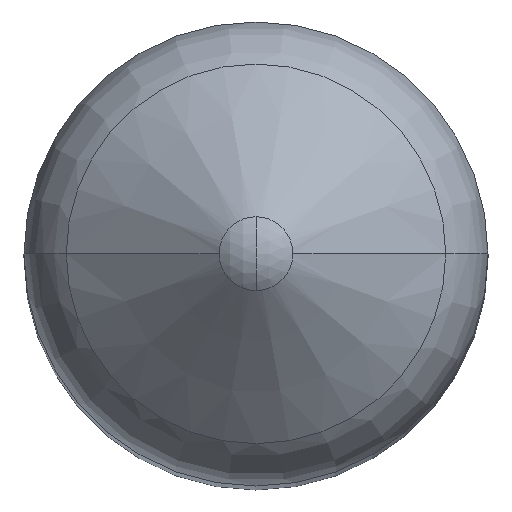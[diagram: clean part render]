
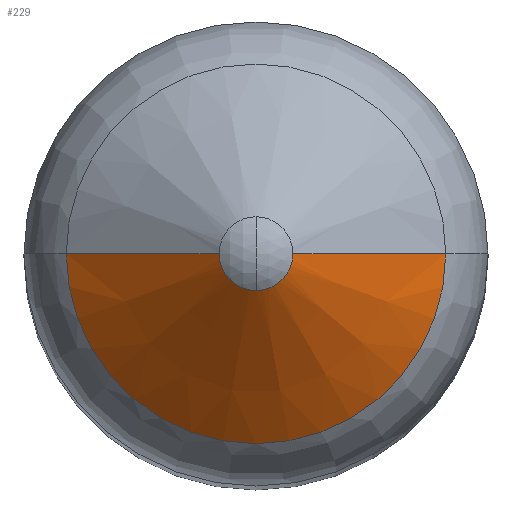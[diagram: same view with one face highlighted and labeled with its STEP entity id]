
A CAD part, top view. The second image highlights one B-rep face of the part: STEP entity #229.
In plain terms, the highlighted conical face has half-angle 50.514 degrees and reference radius 3.272 mm.
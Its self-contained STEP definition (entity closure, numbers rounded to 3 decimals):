
#54 = DIRECTION ( 'NONE',  ( 1., 0., 0. ) ) ;
#55 = DIRECTION ( 'NONE',  ( 0., 0., 1. ) ) ;
#56 = CARTESIAN_POINT ( 'NONE',  ( 0., 0., -0.228 ) ) ;
#57 = AXIS2_PLACEMENT_3D ( 'NONE', #56, #55, #54 ) ;
#58 = CIRCLE ( 'NONE', #57, 0.636 ) ;
#61 = EDGE_CURVE ( 'NONE', #203, #96, #58, .T. ) ;
#83 = VERTEX_POINT ( 'NONE', #191 ) ;
#88 = EDGE_CURVE ( 'NONE', #203, #83, #179, .T. ) ;
#90 = VERTEX_POINT ( 'NONE', #175 ) ;
#91 = VERTEX_POINT ( 'NONE', #174 ) ;
#94 = EDGE_CURVE ( 'NONE', #90, #91, #167, .T. ) ;
#96 = VERTEX_POINT ( 'NONE', #164 ) ;
#164 = CARTESIAN_POINT ( 'NONE',  ( 0., -0.636, -0.228 ) ) ;
#165 = DIRECTION ( 'NONE',  ( 0.772, 0., -0.636 ) ) ;
#166 = VECTOR ( 'NONE', #165, 1000. ) ;
#167 = LINE ( 'NONE', #173, #166 ) ;
#173 = CARTESIAN_POINT ( 'NONE',  ( 3.272, 0., -2.4 ) ) ;
#174 = CARTESIAN_POINT ( 'NONE',  ( 3.272, 0., -2.4 ) ) ;
#175 = CARTESIAN_POINT ( 'NONE',  ( 0.636, 0., -0.228 ) ) ;
#176 = DIRECTION ( 'NONE',  ( -0.772, 0., -0.636 ) ) ;
#177 = VECTOR ( 'NONE', #176, 1000. ) ;
#178 = CARTESIAN_POINT ( 'NONE',  ( -3.272, 0., -2.4 ) ) ;
#179 = LINE ( 'NONE', #178, #177 ) ;
#191 = CARTESIAN_POINT ( 'NONE',  ( -3.272, 0., -2.4 ) ) ;
#203 = VERTEX_POINT ( 'NONE', #334 ) ;
#228 = EDGE_CURVE ( 'NONE', #83, #91, #294, .T. ) ;
#229 = ADVANCED_FACE ( 'NONE', ( #289 ), #274, .T. ) ;
#230 = EDGE_LOOP ( 'NONE', ( #231, #232, #234, #235, #236 ) ) ;
#231 = ORIENTED_EDGE ( 'NONE', *, *, #94, .F. ) ;
#232 = ORIENTED_EDGE ( 'NONE', *, *, #233, .F. ) ;
#233 = EDGE_CURVE ( 'NONE', #96, #90, #269, .T. ) ;
#234 = ORIENTED_EDGE ( 'NONE', *, *, #61, .F. ) ;
#235 = ORIENTED_EDGE ( 'NONE', *, *, #88, .T. ) ;
#236 = ORIENTED_EDGE ( 'NONE', *, *, #228, .T. ) ;
#266 = DIRECTION ( 'NONE',  ( 1., 0., 0. ) ) ;
#267 = DIRECTION ( 'NONE',  ( 0., 0., 1. ) ) ;
#268 = AXIS2_PLACEMENT_3D ( 'NONE', #275, #267, #266 ) ;
#269 = CIRCLE ( 'NONE', #268, 0.636 ) ;
#270 = DIRECTION ( 'NONE',  ( -1., 0., 0. ) ) ;
#271 = DIRECTION ( 'NONE',  ( 0., 0., -1. ) ) ;
#272 = CARTESIAN_POINT ( 'NONE',  ( 0., 0., -2.4 ) ) ;
#273 = AXIS2_PLACEMENT_3D ( 'NONE', #272, #271, #270 ) ;
#274 = CONICAL_SURFACE ( 'NONE', #273, 3.272, 0.882 ) ;
#275 = CARTESIAN_POINT ( 'NONE',  ( 0., 0., -0.228 ) ) ;
#289 = FACE_OUTER_BOUND ( 'NONE', #230, .T. ) ;
#290 = DIRECTION ( 'NONE',  ( 1., 0., 0. ) ) ;
#291 = DIRECTION ( 'NONE',  ( 0., 0., 1. ) ) ;
#292 = CARTESIAN_POINT ( 'NONE',  ( 0., 0., -2.4 ) ) ;
#293 = AXIS2_PLACEMENT_3D ( 'NONE', #292, #291, #290 ) ;
#294 = CIRCLE ( 'NONE', #293, 3.272 ) ;
#334 = CARTESIAN_POINT ( 'NONE',  ( -0.636, 0., -0.228 ) ) ;
